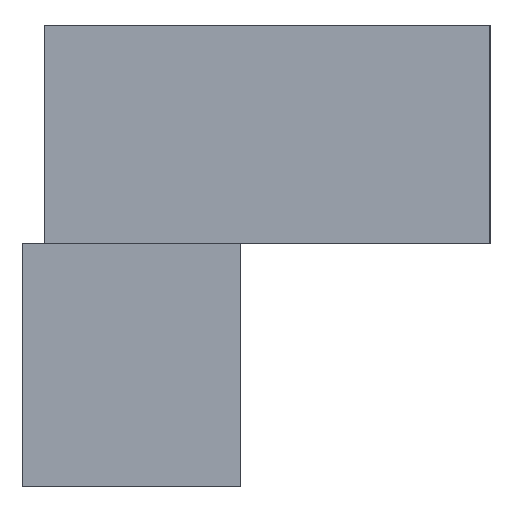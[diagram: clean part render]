
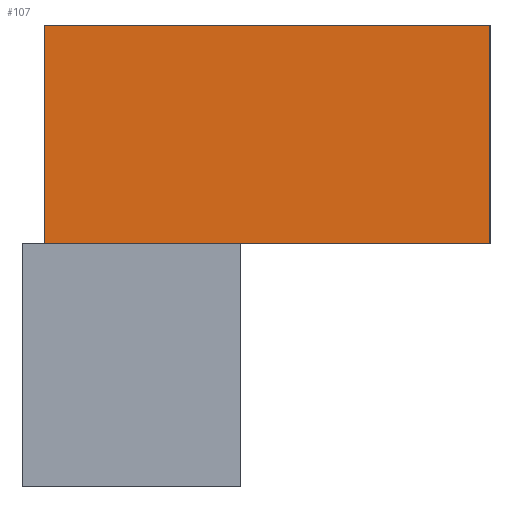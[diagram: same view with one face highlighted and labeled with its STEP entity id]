
A CAD part, left-side view. The second image highlights one B-rep face of the part: STEP entity #107.
In plain terms, the highlighted planar face has unit normal (-1, 0, 0).
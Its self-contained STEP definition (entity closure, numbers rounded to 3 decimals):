
#30 = VECTOR ( 'NONE', #279, 1000. ) ;
#39 = VECTOR ( 'NONE', #223, 1000. ) ;
#49 = VECTOR ( 'NONE', #98, 1000. ) ;
#50 = EDGE_CURVE ( 'NONE', #238, #176, #175, .T. ) ;
#56 = EDGE_CURVE ( 'NONE', #327, #238, #104, .T. ) ;
#65 = CARTESIAN_POINT ( 'NONE',  ( 32.1, -41.256, 36. ) ) ;
#72 = CARTESIAN_POINT ( 'NONE',  ( 32.1, 32.347, 0. ) ) ;
#79 = LINE ( 'NONE', #169, #30 ) ;
#96 = ORIENTED_EDGE ( 'NONE', *, *, #314, .F. ) ;
#98 = DIRECTION ( 'NONE',  ( 0., -1., 0. ) ) ;
#104 = LINE ( 'NONE', #121, #39 ) ;
#106 = ORIENTED_EDGE ( 'NONE', *, *, #50, .T. ) ;
#107 = ADVANCED_FACE ( 'NONE', ( #259 ), #246, .F. ) ;
#113 = EDGE_CURVE ( 'NONE', #167, #176, #79, .T. ) ;
#121 = CARTESIAN_POINT ( 'NONE',  ( 32.1, 32.347, 36. ) ) ;
#146 = CARTESIAN_POINT ( 'NONE',  ( 32.1, -41.256, 0. ) ) ;
#155 = EDGE_LOOP ( 'NONE', ( #106, #348, #96, #240 ) ) ;
#167 = VERTEX_POINT ( 'NONE', #65 ) ;
#169 = CARTESIAN_POINT ( 'NONE',  ( 32.1, -41.256, 36. ) ) ;
#175 = LINE ( 'NONE', #146, #49 ) ;
#176 = VERTEX_POINT ( 'NONE', #301 ) ;
#179 = CARTESIAN_POINT ( 'NONE',  ( 32.1, -41.256, 36. ) ) ;
#198 = DIRECTION ( 'NONE',  ( 0., 0., -1. ) ) ;
#209 = VECTOR ( 'NONE', #217, 1000. ) ;
#217 = DIRECTION ( 'NONE',  ( 0., -1., 0. ) ) ;
#222 = CARTESIAN_POINT ( 'NONE',  ( 32.1, -41.256, 36. ) ) ;
#223 = DIRECTION ( 'NONE',  ( 0., 0., -1. ) ) ;
#238 = VERTEX_POINT ( 'NONE', #72 ) ;
#240 = ORIENTED_EDGE ( 'NONE', *, *, #56, .T. ) ;
#241 = CARTESIAN_POINT ( 'NONE',  ( 32.1, 32.347, 36. ) ) ;
#246 = PLANE ( 'NONE',  #318 ) ;
#259 = FACE_OUTER_BOUND ( 'NONE', #155, .T. ) ;
#279 = DIRECTION ( 'NONE',  ( 0., 0., -1. ) ) ;
#294 = LINE ( 'NONE', #222, #209 ) ;
#301 = CARTESIAN_POINT ( 'NONE',  ( 32.1, -41.256, 0. ) ) ;
#310 = DIRECTION ( 'NONE',  ( 1., 0., 0. ) ) ;
#314 = EDGE_CURVE ( 'NONE', #327, #167, #294, .T. ) ;
#318 = AXIS2_PLACEMENT_3D ( 'NONE', #179, #310, #198 ) ;
#327 = VERTEX_POINT ( 'NONE', #241 ) ;
#348 = ORIENTED_EDGE ( 'NONE', *, *, #113, .F. ) ;
